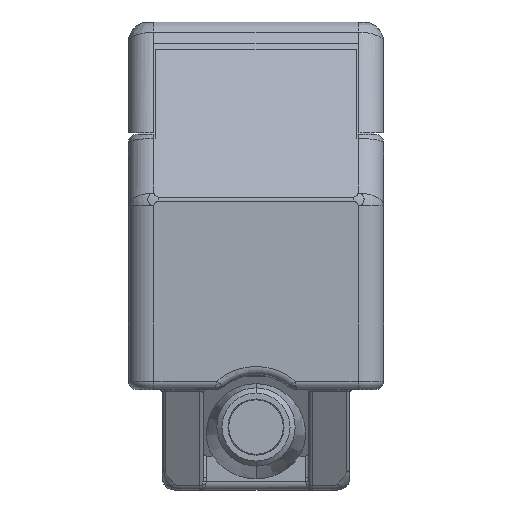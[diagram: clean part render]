
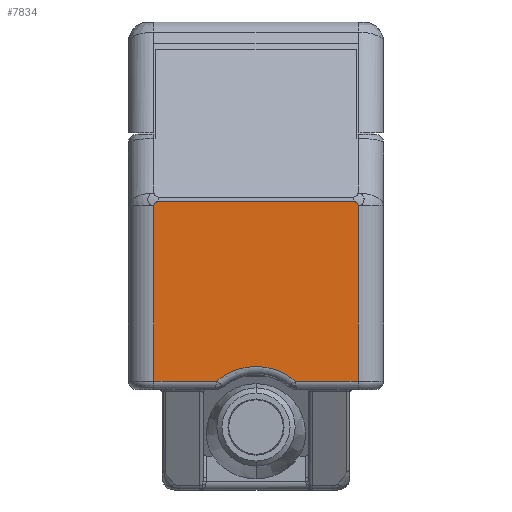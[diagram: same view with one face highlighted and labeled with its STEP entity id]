
A CAD part, front view. The second image highlights one B-rep face of the part: STEP entity #7834.
In plain terms, the highlighted planar face has unit normal (0, -1, 0).
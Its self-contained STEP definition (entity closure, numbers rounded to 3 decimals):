
#413=DIRECTION('',(0.,0.,-1.));
#414=VECTOR('',#413,10.298);
#415=CARTESIAN_POINT('',(-6.,-17.25,3.098));
#416=LINE('',#415,#414);
#426=CARTESIAN_POINT('',(-6.,-17.25,3.098));
#427=CARTESIAN_POINT('',(-5.996,-17.25,3.227));
#428=CARTESIAN_POINT('',(-5.861,-17.25,3.366));
#429=CARTESIAN_POINT('',(-5.732,-17.25,3.366));
#431=CARTESIAN_POINT('',(6.,-17.25,3.098));
#432=CARTESIAN_POINT('',(5.996,-17.25,3.227));
#433=CARTESIAN_POINT('',(5.861,-17.25,3.366));
#434=CARTESIAN_POINT('',(5.732,-17.25,3.366));
#440=DIRECTION('',(0.,0.,1.));
#441=VECTOR('',#440,10.298);
#442=CARTESIAN_POINT('',(6.,-17.25,-7.2));
#443=LINE('',#442,#441);
#1044=DIRECTION('',(-1.,0.,0.));
#1045=VECTOR('',#1044,3.695);
#1046=CARTESIAN_POINT('',(-2.305,-17.25,
-7.2));
#1047=LINE('',#1046,#1045);
#1060=CARTESIAN_POINT('',(-2.305,-17.25,
-7.2));
#1086=CARTESIAN_POINT('',(0.,-17.25,-9.9));
#1087=DIRECTION('',(0.,1.,0.));
#1088=DIRECTION('',(-0.649,0.,0.761));
#1089=AXIS2_PLACEMENT_3D('',#1086,#1087,#1088);
#1091=CARTESIAN_POINT('',(2.305,-17.25,
-7.2));
#1119=DIRECTION('',(-1.,0.,0.));
#1120=VECTOR('',#1119,3.695);
#1121=CARTESIAN_POINT('',(6.,-17.25,-7.2));
#1122=LINE('',#1121,#1120);
#5247=DIRECTION('',(-1.,0.,0.));
#5248=VECTOR('',#5247,11.464);
#5249=CARTESIAN_POINT('',(5.732,-17.25,3.366));
#5250=LINE('',#5249,#5248);
#6160=VERTEX_POINT('',#431);
#6161=VERTEX_POINT('',#434);
#6167=CARTESIAN_POINT('',(-5.732,-17.25,3.366));
#6168=VERTEX_POINT('',#6167);
#6169=VERTEX_POINT('',#426);
#6387=CARTESIAN_POINT('',(6.,-17.25,-7.2));
#6388=VERTEX_POINT('',#6387);
#6405=CARTESIAN_POINT('',(-6.,-17.25,-7.2));
#6406=VERTEX_POINT('',#6405);
#6407=VERTEX_POINT('',#1091);
#6411=VERTEX_POINT('',#1060);
#7812=CARTESIAN_POINT('',(-7.5,-17.25,-0.4));
#7813=DIRECTION('',(0.,-1.,0.));
#7814=DIRECTION('',(1.,0.,0.));
#7815=AXIS2_PLACEMENT_3D('',#7812,#7813,#7814);
#7816=PLANE('',#7815);
#7818=ORIENTED_EDGE('',*,*,#7817,.F.);
#7820=ORIENTED_EDGE('',*,*,#7819,.T.);
#7822=ORIENTED_EDGE('',*,*,#7821,.F.);
#7824=ORIENTED_EDGE('',*,*,#7823,.T.);
#7825=ORIENTED_EDGE('',*,*,#7802,.F.);
#7827=ORIENTED_EDGE('',*,*,#7826,.T.);
#7829=ORIENTED_EDGE('',*,*,#7828,.F.);
#7831=ORIENTED_EDGE('',*,*,#7830,.F.);
#7832=EDGE_LOOP('',(#7818,#7820,#7822,#7824,#7825,#7827,#7829,#7831));
#7833=FACE_OUTER_BOUND('',#7832,.F.);
#7834=ADVANCED_FACE('',(#7833),#7816,.T.);
#430=B_SPLINE_CURVE_WITH_KNOTS('',3,(#426,#427,#428,#429),.UNSPECIFIED.,.F.,.F.,
(4,4),(0.,1.),.UNSPECIFIED.);
#435=B_SPLINE_CURVE_WITH_KNOTS('',3,(#431,#432,#433,#434),.UNSPECIFIED.,.F.,.F.,
(4,4),(0.,1.),.UNSPECIFIED.);
#1090=CIRCLE('',#1089,3.55);
#7802=EDGE_CURVE('',#6169,#6406,#416,.T.);
#7817=EDGE_CURVE('',#6388,#6160,#443,.T.);
#7819=EDGE_CURVE('',#6388,#6407,#1122,.T.);
#7821=EDGE_CURVE('',#6411,#6407,#1090,.T.);
#7823=EDGE_CURVE('',#6411,#6406,#1047,.T.);
#7826=EDGE_CURVE('',#6169,#6168,#430,.T.);
#7828=EDGE_CURVE('',#6161,#6168,#5250,.T.);
#7830=EDGE_CURVE('',#6160,#6161,#435,.T.);
